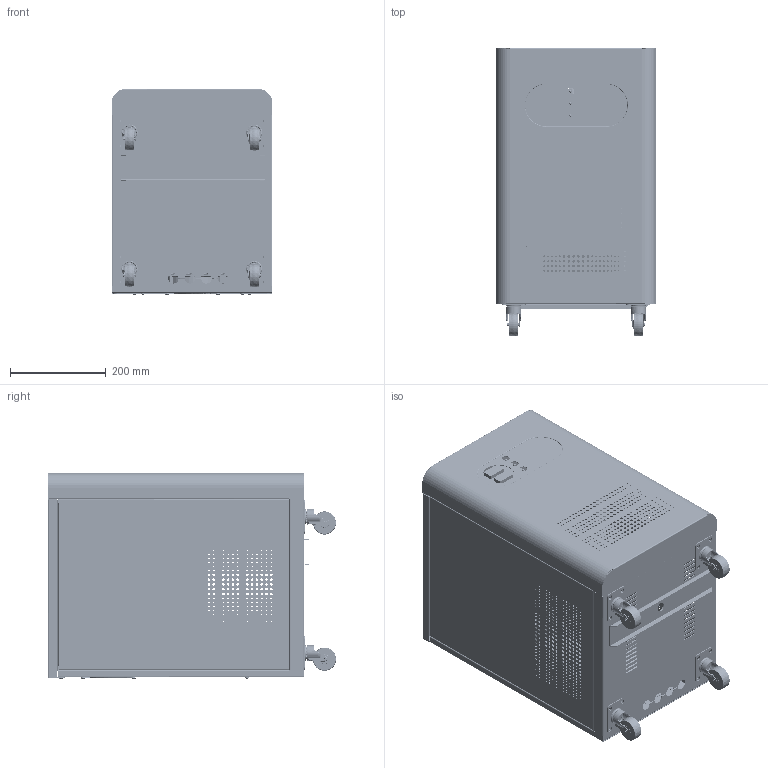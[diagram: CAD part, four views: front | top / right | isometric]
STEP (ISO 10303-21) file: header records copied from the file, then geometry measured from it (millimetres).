
FILE_DESCRIPTION (( 'STEP AP214' ), '1' );
FILE_NAME ('TND-15k总装2025.STEP', '2025-04-29T07:39:24', ( '万丰电脑' ), ( '电话：0577-62733550' ), 'SwSTEP 2.0', 'SolidWorks 2020', '' );
FILE_SCHEMA (( 'AUTOMOTIVE_DESIGN' ));
Length unit declared in the file: millimetre
Products named in the file (24): TND-15K奻假蚾褽; TND-15k軞蚾2025; TND嶄宒褐謫1; SJW-TND湮褐謫15k; 耜啣蚾饜; TND嶄宒杅珆萇揤桶; TND-15K菁啣; 婦蚾蹟隊; 菁啣樓嘐褽; TND-15K綴啣; DZ47-125-80A; 120A剿繚ん殤; TND-15K假蚾褽1; TND15~20耜藷2025; 綴啣蚾饜; TND-15K藷啣2025; 1225瑞圮; TND嶄宒褐謫2.1; 諉盄裔啣; 階裔; TC1204諉盄傷赽; 120瑞儂厙欶; 諉盄傷赽囀啣; TND-15藷啣蚾饜
Assembly tree (36 placements, depth 3):
  TND-15k軞蚾2025
    TND-15藷啣蚾饜
      TND-15K藷啣2025
    TND-15K菁啣
    綴啣蚾饜
      TND-15K綴啣
      諉盄傷赽囀啣
      120A剿繚ん殤
    TND-15K奻假蚾褽  x2
    TND-15K假蚾褽1  x2
    階裔
    耜啣蚾饜  x2
      TND15~20耜藷2025
    TC1204諉盄傷赽
    1225瑞圮
    DZ47-125-80A
    諉盄裔啣
    婦蚾蹟隊  x8
    菁啣樓嘐褽
    120瑞儂厙欶
    TND嶄宒杅珆萇揤桶
    SJW-TND湮褐謫15k  x4
      TND嶄宒褐謫2.1
      TND嶄宒褐謫1
Bounding box: 335 x 600.38 x 430.9 mm (x, y, z)
Volume: 2241820.9 mm3; surface area: 3011617.4 mm2
Topology: 56 solids, 57 shells, 6439 faces, 17458 edges, 11073 vertices
Faces by surface type: cylinder 3256, plane 1848, bspline 495, torus 480, sphere 264, cone 96
Entity records: 191352 total; most frequent: CARTESIAN_POINT 44706, ORIENTED_EDGE 24408, DIRECTION 24292, EDGE_CURVE 12204, AXIS2_PLACEMENT_3D 9192, VERTEX_POINT 7792, EDGE_LOOP 6258, VECTOR 5908
